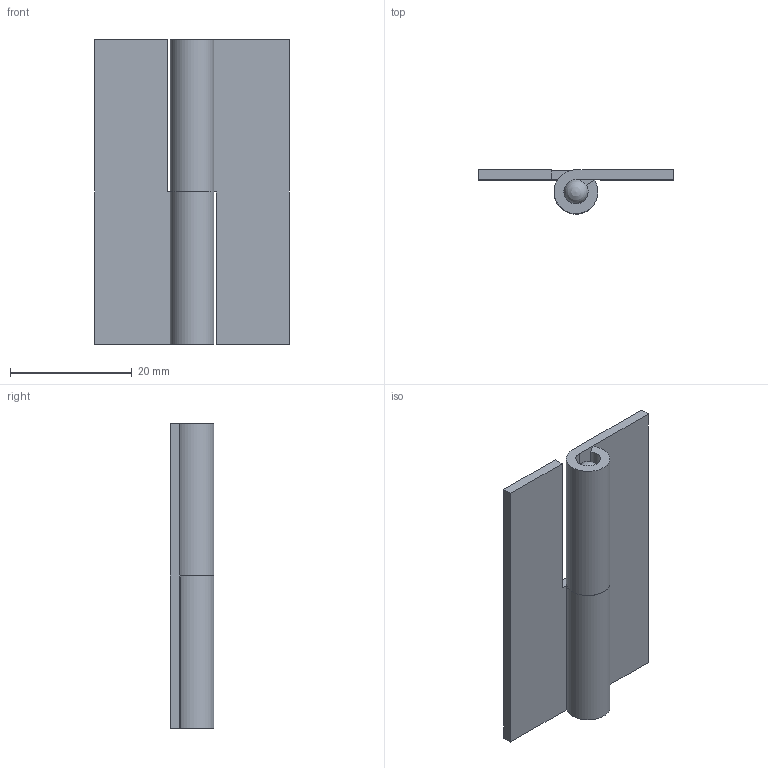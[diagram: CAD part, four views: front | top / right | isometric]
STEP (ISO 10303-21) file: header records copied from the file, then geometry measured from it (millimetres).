
FILE_DESCRIPTION((''),'2;1');
FILE_NAME('','2005-04-20T10:10:50',(''),(''),'','CADfix','');
FILE_SCHEMA(('AUTOMOTIVE_DESIGN'));
Length unit declared in the file: millimetre
Products named in the file (4): shaft; hinge piece_B; hinge piece_A; TH_77_3L_16093_36
Assembly tree (3 placements, depth 2):
  TH_77_3L_16093_36
    shaft
    hinge piece_B
    hinge piece_A
Bounding box: 32 x 7.2 x 50 mm (x, y, z)
Volume: 4032.9 mm3; surface area: 5426.5 mm2
Topology: 3 solids, 3 shells, 24 faces, 59 edges, 41 vertices
Faces by surface type: bspline 24
Entity records: 862 total; most frequent: CARTESIAN_POINT 405, ORIENTED_EDGE 118, EDGE_CURVE 59, QUASI_UNIFORM_CURVE 43, VERTEX_POINT 41, EDGE_LOOP 24, FACE_OUTER_BOUND 24, ADVANCED_FACE 24
